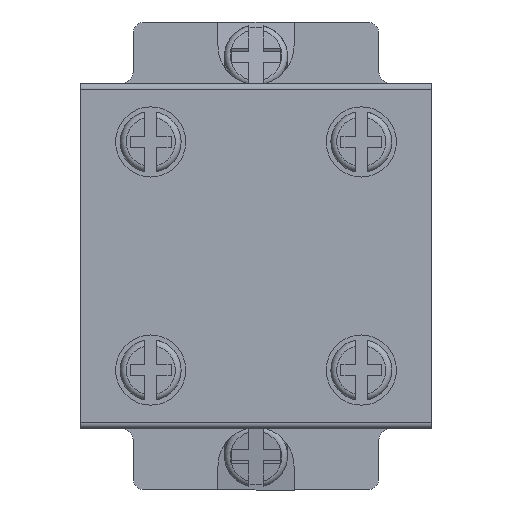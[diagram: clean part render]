
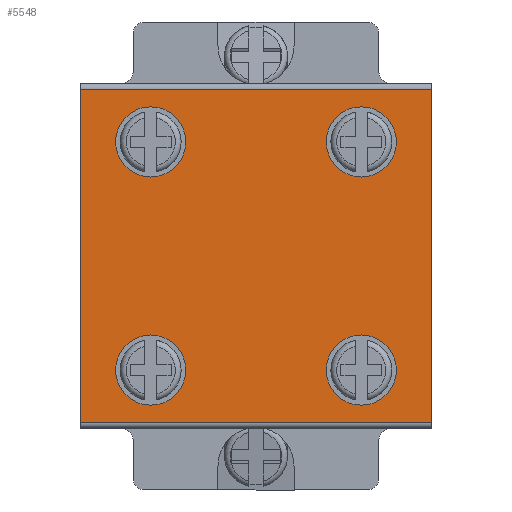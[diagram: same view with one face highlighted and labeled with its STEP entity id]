
A CAD part, front view. The second image highlights one B-rep face of the part: STEP entity #5548.
In plain terms, the highlighted planar face has unit normal (0, -1, 0).
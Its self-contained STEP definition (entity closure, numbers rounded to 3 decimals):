
#53 = AXIS2_PLACEMENT_3D ( 'NONE', #4407, #3057, #7669 ) ;
#201 = CIRCLE ( 'NONE', #7651, 3. ) ;
#407 = CARTESIAN_POINT ( 'NONE',  ( -9., 17.8, 9.75 ) ) ;
#439 = VERTEX_POINT ( 'NONE', #7050 ) ;
#526 = EDGE_LOOP ( 'NONE', ( #8373, #1341 ) ) ;
#573 = EDGE_LOOP ( 'NONE', ( #7296, #906 ) ) ;
#609 = EDGE_CURVE ( 'NONE', #1892, #1877, #6869, .T. ) ;
#738 = DIRECTION ( 'NONE',  ( 0., 0., -1. ) ) ;
#748 = PLANE ( 'NONE',  #6036 ) ;
#817 = VERTEX_POINT ( 'NONE', #4290 ) ;
#820 = DIRECTION ( 'NONE',  ( 0., 0., -1. ) ) ;
#837 = ORIENTED_EDGE ( 'NONE', *, *, #5648, .F. ) ;
#906 = ORIENTED_EDGE ( 'NONE', *, *, #3549, .F. ) ;
#909 = EDGE_CURVE ( 'NONE', #6269, #2626, #6437, .T. ) ;
#1039 = AXIS2_PLACEMENT_3D ( 'NONE', #5822, #1957, #5933 ) ;
#1122 = AXIS2_PLACEMENT_3D ( 'NONE', #4410, #1133, #2509 ) ;
#1133 = DIRECTION ( 'NONE',  ( 0., -1., 0. ) ) ;
#1251 = VECTOR ( 'NONE', #3145, 1000. ) ;
#1309 = CARTESIAN_POINT ( 'NONE',  ( -15., 17.8, -14.75 ) ) ;
#1341 = ORIENTED_EDGE ( 'NONE', *, *, #6926, .T. ) ;
#1364 = DIRECTION ( 'NONE',  ( 0., 1., 0. ) ) ;
#1371 = CARTESIAN_POINT ( 'NONE',  ( -15., 17.8, -14.25 ) ) ;
#1447 = DIRECTION ( 'NONE',  ( 0., 1., 0. ) ) ;
#1467 = CARTESIAN_POINT ( 'NONE',  ( 9., 17.8, 12.75 ) ) ;
#1877 = VERTEX_POINT ( 'NONE', #5860 ) ;
#1879 = EDGE_CURVE ( 'NONE', #1881, #439, #7265, .T. ) ;
#1881 = VERTEX_POINT ( 'NONE', #1371 ) ;
#1892 = VERTEX_POINT ( 'NONE', #4154 ) ;
#1933 = ORIENTED_EDGE ( 'NONE', *, *, #4602, .F. ) ;
#1957 = DIRECTION ( 'NONE',  ( 0., 1., 0. ) ) ;
#2034 = DIRECTION ( 'NONE',  ( 0., 0., 1. ) ) ;
#2077 = DIRECTION ( 'NONE',  ( 0., 0., 1. ) ) ;
#2135 = CARTESIAN_POINT ( 'NONE',  ( -9., 17.8, -9.75 ) ) ;
#2509 = DIRECTION ( 'NONE',  ( 0., 0., -1. ) ) ;
#2626 = VERTEX_POINT ( 'NONE', #4355 ) ;
#2643 = CARTESIAN_POINT ( 'NONE',  ( -9., 17.8, 9.75 ) ) ;
#2697 = ORIENTED_EDGE ( 'NONE', *, *, #4500, .T. ) ;
#2723 = VERTEX_POINT ( 'NONE', #7842 ) ;
#2862 = VERTEX_POINT ( 'NONE', #4727 ) ;
#2953 = CARTESIAN_POINT ( 'NONE',  ( 15., 17.8, 14.25 ) ) ;
#2972 = CARTESIAN_POINT ( 'NONE',  ( -9., 17.8, -6.75 ) ) ;
#3010 = DIRECTION ( 'NONE',  ( 0., -1., 0. ) ) ;
#3057 = DIRECTION ( 'NONE',  ( 0., 1., 0. ) ) ;
#3107 = CIRCLE ( 'NONE', #1039, 3. ) ;
#3145 = DIRECTION ( 'NONE',  ( -1., 0., 0. ) ) ;
#3323 = CIRCLE ( 'NONE', #5602, 3. ) ;
#3361 = CARTESIAN_POINT ( 'NONE',  ( 9., 17.8, -9.75 ) ) ;
#3504 = DIRECTION ( 'NONE',  ( 0., -1., 0. ) ) ;
#3513 = FACE_OUTER_BOUND ( 'NONE', #5057, .T. ) ;
#3549 = EDGE_CURVE ( 'NONE', #1877, #1892, #3323, .T. ) ;
#3558 = VECTOR ( 'NONE', #3609, 1000. ) ;
#3609 = DIRECTION ( 'NONE',  ( 1., 0., 0. ) ) ;
#3610 = CIRCLE ( 'NONE', #8152, 3. ) ;
#3724 = CIRCLE ( 'NONE', #4455, 3. ) ;
#3860 = CARTESIAN_POINT ( 'NONE',  ( 15., 17.8, 14.25 ) ) ;
#4056 = CIRCLE ( 'NONE', #53, 3. ) ;
#4094 = LINE ( 'NONE', #7310, #4807 ) ;
#4126 = FACE_BOUND ( 'NONE', #526, .T. ) ;
#4154 = CARTESIAN_POINT ( 'NONE',  ( -9., 17.8, 6.75 ) ) ;
#4212 = DIRECTION ( 'NONE',  ( 0., 0., -1. ) ) ;
#4290 = CARTESIAN_POINT ( 'NONE',  ( 9., 17.8, -6.75 ) ) ;
#4310 = EDGE_CURVE ( 'NONE', #4794, #439, #8154, .T. ) ;
#4355 = CARTESIAN_POINT ( 'NONE',  ( -9., 17.8, -12.75 ) ) ;
#4391 = LINE ( 'NONE', #5492, #3558 ) ;
#4407 = CARTESIAN_POINT ( 'NONE',  ( 9., 17.8, -9.75 ) ) ;
#4410 = CARTESIAN_POINT ( 'NONE',  ( -9., 17.8, -9.75 ) ) ;
#4455 = AXIS2_PLACEMENT_3D ( 'NONE', #3361, #7988, #738 ) ;
#4500 = EDGE_CURVE ( 'NONE', #2723, #5107, #201, .T. ) ;
#4602 = EDGE_CURVE ( 'NONE', #2626, #6269, #3610, .T. ) ;
#4727 = CARTESIAN_POINT ( 'NONE',  ( 15., 17.8, -14.25 ) ) ;
#4794 = VERTEX_POINT ( 'NONE', #2953 ) ;
#4807 = VECTOR ( 'NONE', #4212, 1000. ) ;
#4852 = VERTEX_POINT ( 'NONE', #4977 ) ;
#4896 = EDGE_LOOP ( 'NONE', ( #2697, #6853 ) ) ;
#4948 = DIRECTION ( 'NONE',  ( 0., 0., -1. ) ) ;
#4977 = CARTESIAN_POINT ( 'NONE',  ( 9., 17.8, -12.75 ) ) ;
#4981 = EDGE_CURVE ( 'NONE', #5107, #2723, #3107, .T. ) ;
#5057 = EDGE_LOOP ( 'NONE', ( #5678, #8435, #837, #7140 ) ) ;
#5076 = EDGE_CURVE ( 'NONE', #4852, #817, #3724, .T. ) ;
#5107 = VERTEX_POINT ( 'NONE', #1467 ) ;
#5219 = AXIS2_PLACEMENT_3D ( 'NONE', #2643, #7247, #820 ) ;
#5276 = FACE_BOUND ( 'NONE', #7294, .T. ) ;
#5389 = CARTESIAN_POINT ( 'NONE',  ( 15., 17.8, -14.75 ) ) ;
#5492 = CARTESIAN_POINT ( 'NONE',  ( 15., 17.8, -14.25 ) ) ;
#5548 = ADVANCED_FACE ( 'NONE', ( #7244, #4126, #6706, #5276, #3513 ), #748, .F. ) ;
#5602 = AXIS2_PLACEMENT_3D ( 'NONE', #407, #3010, #4948 ) ;
#5648 = EDGE_CURVE ( 'NONE', #4794, #2862, #4094, .T. ) ;
#5678 = ORIENTED_EDGE ( 'NONE', *, *, #1879, .F. ) ;
#5710 = VECTOR ( 'NONE', #2034, 1000. ) ;
#5822 = CARTESIAN_POINT ( 'NONE',  ( 9., 17.8, 9.75 ) ) ;
#5860 = CARTESIAN_POINT ( 'NONE',  ( -9., 17.8, 12.75 ) ) ;
#5933 = DIRECTION ( 'NONE',  ( 0., 0., -1. ) ) ;
#6036 = AXIS2_PLACEMENT_3D ( 'NONE', #5389, #1447, #2077 ) ;
#6193 = EDGE_CURVE ( 'NONE', #1881, #2862, #4391, .T. ) ;
#6269 = VERTEX_POINT ( 'NONE', #2972 ) ;
#6437 = CIRCLE ( 'NONE', #1122, 3. ) ;
#6706 = FACE_BOUND ( 'NONE', #573, .T. ) ;
#6853 = ORIENTED_EDGE ( 'NONE', *, *, #4981, .T. ) ;
#6869 = CIRCLE ( 'NONE', #5219, 3. ) ;
#6926 = EDGE_CURVE ( 'NONE', #817, #4852, #4056, .T. ) ;
#7050 = CARTESIAN_POINT ( 'NONE',  ( -15., 17.8, 14.25 ) ) ;
#7140 = ORIENTED_EDGE ( 'NONE', *, *, #4310, .T. ) ;
#7244 = FACE_BOUND ( 'NONE', #4896, .T. ) ;
#7247 = DIRECTION ( 'NONE',  ( 0., -1., 0. ) ) ;
#7265 = LINE ( 'NONE', #1309, #5710 ) ;
#7288 = CARTESIAN_POINT ( 'NONE',  ( 9., 17.8, 9.75 ) ) ;
#7294 = EDGE_LOOP ( 'NONE', ( #1933, #8013 ) ) ;
#7296 = ORIENTED_EDGE ( 'NONE', *, *, #609, .F. ) ;
#7310 = CARTESIAN_POINT ( 'NONE',  ( 15., 17.8, -14.75 ) ) ;
#7514 = DIRECTION ( 'NONE',  ( 0., 0., -1. ) ) ;
#7651 = AXIS2_PLACEMENT_3D ( 'NONE', #7288, #1364, #7910 ) ;
#7669 = DIRECTION ( 'NONE',  ( 0., 0., -1. ) ) ;
#7842 = CARTESIAN_POINT ( 'NONE',  ( 9., 17.8, 6.75 ) ) ;
#7910 = DIRECTION ( 'NONE',  ( 0., 0., -1. ) ) ;
#7988 = DIRECTION ( 'NONE',  ( 0., 1., 0. ) ) ;
#8013 = ORIENTED_EDGE ( 'NONE', *, *, #909, .F. ) ;
#8152 = AXIS2_PLACEMENT_3D ( 'NONE', #2135, #3504, #7514 ) ;
#8154 = LINE ( 'NONE', #3860, #1251 ) ;
#8373 = ORIENTED_EDGE ( 'NONE', *, *, #5076, .T. ) ;
#8435 = ORIENTED_EDGE ( 'NONE', *, *, #6193, .T. ) ;
